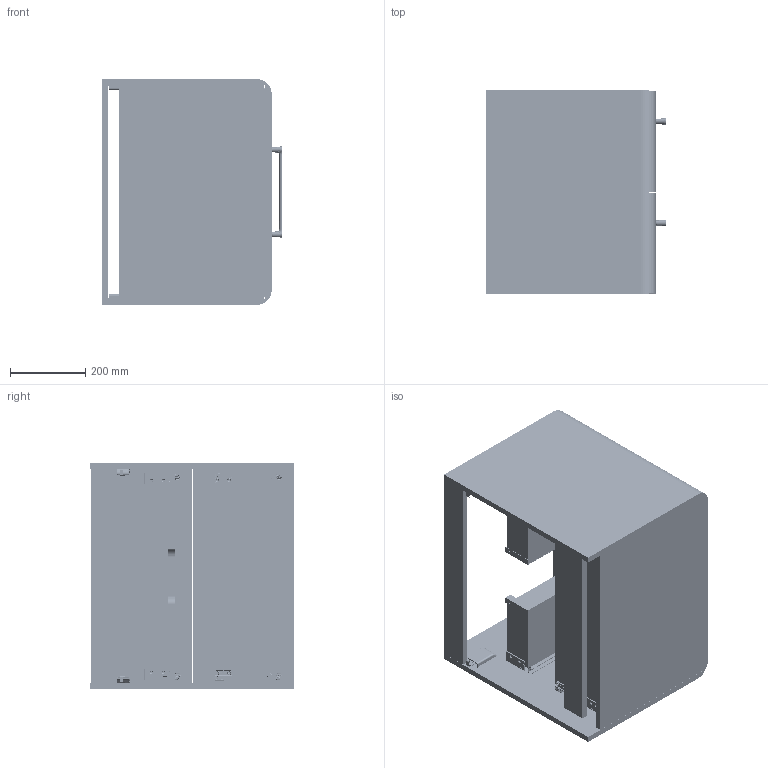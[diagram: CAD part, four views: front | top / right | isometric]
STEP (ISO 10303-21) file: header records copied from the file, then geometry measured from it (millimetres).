
FILE_DESCRIPTION (( 'STEP AP214' ), '1' );
FILE_NAME ('C60DDxx_STP_V10522.STEP', '2022-05-09T11:02:51', ( '' ), ( '' ), 'SwSTEP 2.0', 'SolidWorks 2022', '' );
FILE_SCHEMA (( 'AUTOMOTIVE_DESIGN' ));
Length unit declared in the file: millimetre
Products named in the file (1): C60DDxx_STP_V10522
Bounding box: 477.5 x 540 x 598 mm (x, y, z)
Surface area: 4539040.2 mm2 (no closed solid volume)
Topology: 0 solids, 112 shells, 11479 faces, 30502 edges, 19316 vertices
Faces by surface type: plane 5002, cylinder 4478, bspline 696, torus 599, cone 440, sphere 264
Entity records: 450693 total; most frequent: CARTESIAN_POINT 166985, ORIENTED_EDGE 60628, DIRECTION 58106, EDGE_CURVE 30322, AXIS2_PLACEMENT_3D 20317, VERTEX_POINT 19291, VECTOR 17472, LINE 17472
